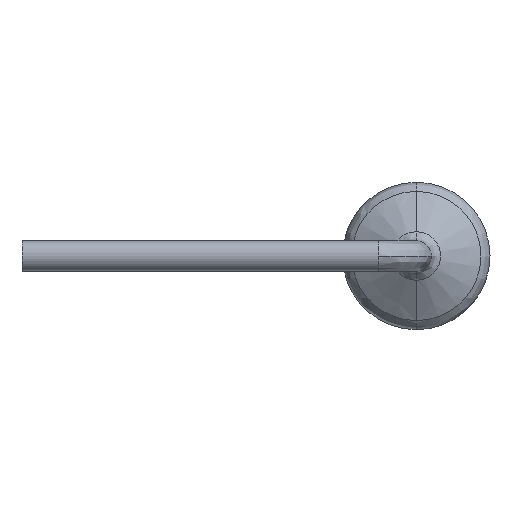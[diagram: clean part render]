
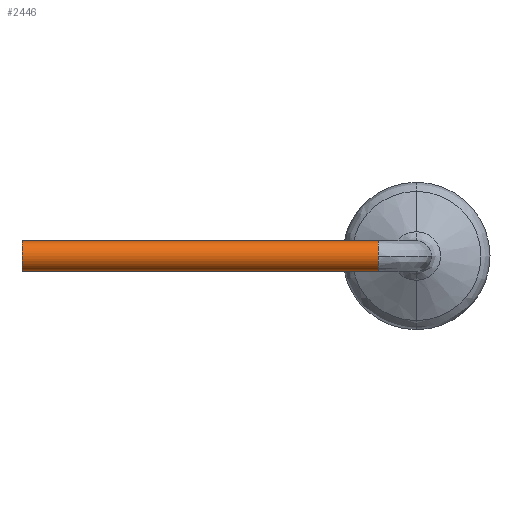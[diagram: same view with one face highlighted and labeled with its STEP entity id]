
A CAD part, left-side view. The second image highlights one B-rep face of the part: STEP entity #2446.
In plain terms, the highlighted cylindrical face has radius 0.4 mm (diameter 0.8 mm), a partial arc.
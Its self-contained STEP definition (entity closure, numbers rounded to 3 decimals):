
#73 = CARTESIAN_POINT ( 'NONE',  ( -7.62, 10.429, 0.4 ) ) ;
#81 = VECTOR ( 'NONE', #1866, 1000. ) ;
#148 = DIRECTION ( 'NONE',  ( 0., -1., 0. ) ) ;
#165 = CARTESIAN_POINT ( 'NONE',  ( -7.62, 4.619, 0. ) ) ;
#395 = CARTESIAN_POINT ( 'NONE',  ( -7.62, 10.429, -0.4 ) ) ;
#544 = EDGE_CURVE ( 'NONE', #1500, #756, #1305, .T. ) ;
#657 = EDGE_CURVE ( 'NONE', #2537, #1500, #1631, .T. ) ;
#679 = EDGE_CURVE ( 'NONE', #2351, #1019, #2510, .T. ) ;
#689 = CYLINDRICAL_SURFACE ( 'NONE', #1566, 0.4 ) ;
#690 = EDGE_CURVE ( 'NONE', #2537, #2351, #1489, .T. ) ;
#701 = EDGE_CURVE ( 'NONE', #756, #1019, #826, .T. ) ;
#756 = VERTEX_POINT ( 'NONE', #1242 ) ;
#826 = CIRCLE ( 'NONE', #2788, 0.4 ) ;
#958 = VECTOR ( 'NONE', #1075, 1000. ) ;
#972 = DIRECTION ( 'NONE',  ( 0., -1., 0. ) ) ;
#1019 = VERTEX_POINT ( 'NONE', #2092 ) ;
#1075 = DIRECTION ( 'NONE',  ( 0., -1., 0. ) ) ;
#1133 = CARTESIAN_POINT ( 'NONE',  ( -7.62, 4.619, 0.4 ) ) ;
#1242 = CARTESIAN_POINT ( 'NONE',  ( -8.02, 1., 0. ) ) ;
#1305 = CIRCLE ( 'NONE', #2885, 0.4 ) ;
#1400 = DIRECTION ( 'NONE',  ( 0., -1., 0. ) ) ;
#1448 = DIRECTION ( 'NONE',  ( -1., 0., 0. ) ) ;
#1475 = FACE_OUTER_BOUND ( 'NONE', #2877, .T. ) ;
#1489 = CIRCLE ( 'NONE', #2800, 0.4 ) ;
#1500 = VERTEX_POINT ( 'NONE', #2809 ) ;
#1566 = AXIS2_PLACEMENT_3D ( 'NONE', #165, #148, #1997 ) ;
#1631 = LINE ( 'NONE', #1133, #81 ) ;
#1634 = DIRECTION ( 'NONE',  ( -1., 0., 0. ) ) ;
#1648 = DIRECTION ( 'NONE',  ( 0., -1., 0. ) ) ;
#1723 = CARTESIAN_POINT ( 'NONE',  ( -7.62, 1., 0. ) ) ;
#1726 = ORIENTED_EDGE ( 'NONE', *, *, #657, .F. ) ;
#1866 = DIRECTION ( 'NONE',  ( 0., -1., 0. ) ) ;
#1997 = DIRECTION ( 'NONE',  ( 0., 0., -1. ) ) ;
#2092 = CARTESIAN_POINT ( 'NONE',  ( -7.62, 1., -0.4 ) ) ;
#2169 = ORIENTED_EDGE ( 'NONE', *, *, #701, .F. ) ;
#2272 = ORIENTED_EDGE ( 'NONE', *, *, #690, .T. ) ;
#2295 = CARTESIAN_POINT ( 'NONE',  ( -7.62, 4.619, -0.4 ) ) ;
#2351 = VERTEX_POINT ( 'NONE', #395 ) ;
#2446 = ADVANCED_FACE ( 'NONE', ( #1475 ), #689, .T. ) ;
#2510 = LINE ( 'NONE', #2295, #958 ) ;
#2537 = VERTEX_POINT ( 'NONE', #73 ) ;
#2538 = DIRECTION ( 'NONE',  ( 0., 0., -1. ) ) ;
#2568 = ORIENTED_EDGE ( 'NONE', *, *, #679, .T. ) ;
#2577 = CARTESIAN_POINT ( 'NONE',  ( -7.62, 10.429, 0. ) ) ;
#2722 = CARTESIAN_POINT ( 'NONE',  ( -7.62, 1., 0. ) ) ;
#2788 = AXIS2_PLACEMENT_3D ( 'NONE', #1723, #1648, #1634 ) ;
#2800 = AXIS2_PLACEMENT_3D ( 'NONE', #2577, #972, #2538 ) ;
#2809 = CARTESIAN_POINT ( 'NONE',  ( -7.62, 1., 0.4 ) ) ;
#2820 = ORIENTED_EDGE ( 'NONE', *, *, #544, .F. ) ;
#2877 = EDGE_LOOP ( 'NONE', ( #1726, #2272, #2568, #2169, #2820 ) ) ;
#2885 = AXIS2_PLACEMENT_3D ( 'NONE', #2722, #1400, #1448 ) ;
